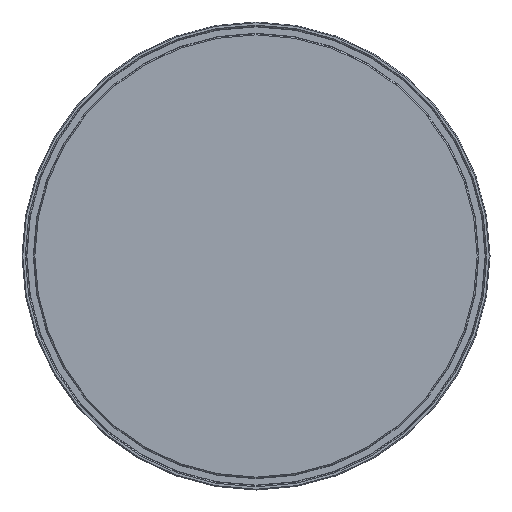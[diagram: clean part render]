
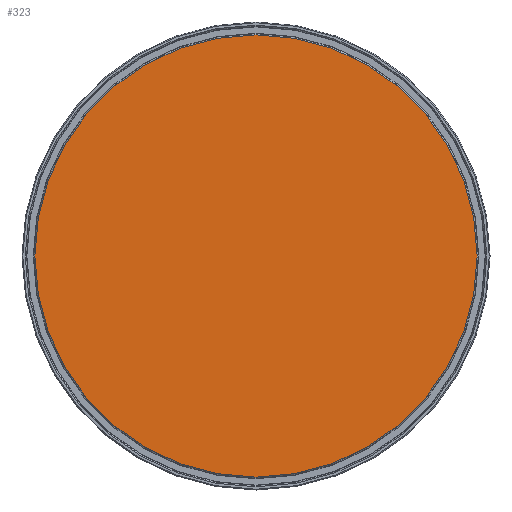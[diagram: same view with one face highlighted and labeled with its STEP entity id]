
A CAD part, left-side view. The second image highlights one B-rep face of the part: STEP entity #323.
In plain terms, the highlighted planar face has unit normal (-1, 0, 0).
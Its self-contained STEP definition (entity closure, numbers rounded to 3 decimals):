
#33=PLANE('',#394);
#49=FACE_OUTER_BOUND('',#71,.T.);
#71=EDGE_LOOP('',(#282,#283));
#123=CIRCLE('',#391,137.);
#125=CIRCLE('',#393,137.);
#159=VERTEX_POINT('',#608);
#160=VERTEX_POINT('',#609);
#202=EDGE_CURVE('',#159,#160,#123,.T.);
#204=EDGE_CURVE('',#160,#159,#125,.T.);
#282=ORIENTED_EDGE('',*,*,#202,.F.);
#283=ORIENTED_EDGE('',*,*,#204,.F.);
#323=ADVANCED_FACE('',(#49),#33,.T.);
#391=AXIS2_PLACEMENT_3D('',#610,#499,#500);
#393=AXIS2_PLACEMENT_3D('',#612,#503,#504);
#394=AXIS2_PLACEMENT_3D('',#613,#505,#506);
#499=DIRECTION('center_axis',(1.,0.,0.));
#500=DIRECTION('ref_axis',(0.,0.,-1.));
#503=DIRECTION('center_axis',(1.,0.,0.));
#504=DIRECTION('ref_axis',(0.,0.,-1.));
#505=DIRECTION('center_axis',(-1.,0.,0.));
#506=DIRECTION('ref_axis',(0.,0.,1.));
#608=CARTESIAN_POINT('',(0.,0.,137.));
#609=CARTESIAN_POINT('',(0.,0.,-137.));
#610=CARTESIAN_POINT('Origin',(0.,0.,0.));
#612=CARTESIAN_POINT('Origin',(0.,0.,0.));
#613=CARTESIAN_POINT('Origin',(0.,0.,0.));
